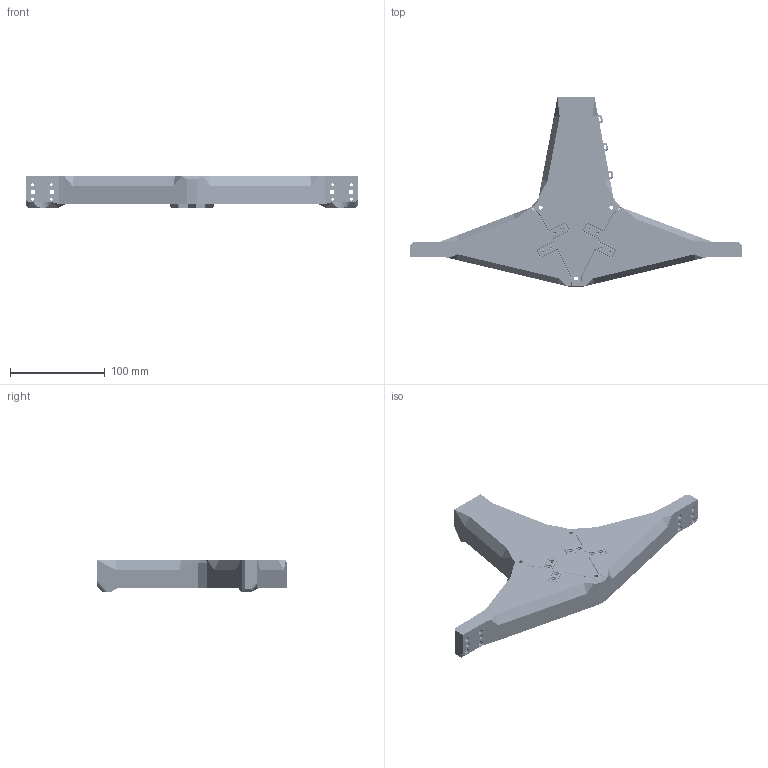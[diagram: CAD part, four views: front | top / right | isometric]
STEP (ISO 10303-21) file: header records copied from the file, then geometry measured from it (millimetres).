
FILE_DESCRIPTION(/* description */ (''),/* implementation_level */ '2;1');
FILE_NAME(/* name */ 'chonk_bed_carriage v0.4 v3.step',/* time_stamp */ '2024-11-17T12:45:22+01:00',/* author */ (''),/* organization */ (''),/* preprocessor_version */ 'ST-DEVELOPER v20',/* originating_system */ 'Autodesk Translation Framework v13.20.0.188',/* authorisation */ '');
FILE_SCHEMA (('AUTOMOTIVE_DESIGN { 1 0 10303 214 3 1 1 }'));
Products named in the file (5): chonk_bed_carriage; Hardware; DIN_912-M3x8; Unbenannt; ruthex RX-M3-5,7
Assembly tree (46 placements, depth 4):
  chonk_bed_carriage
    Hardware
      Unbenannt  x22
        ruthex RX-M3-5,7
      DIN_912-M3x8  x22
Bounding box: 351 x 201.32 x 33.7 mm (x, y, z)
Volume: 417091.8 mm3; surface area: 146953.6 mm2
Topology: 47 solids, 47 shells, 8564 faces, 27452 edges, 19329 vertices
Faces by surface type: bspline 3808, plane 2525, cylinder 1891, cone 296, torus 44
Full cylindrical faces by diameter (mm): 2.356 x110, 2.529 x220, 2.927 x220, 3.086 x220, 3.2 x8, 3.5 x22, 3.55 x22, 3.91 x22, 4 x44, 4.25 x3, 5 x4, 5.2 x2, 5.5 x22, 5.6 x8, 6 x23, 6.05 x2
Entity records: 47049 total; most frequent: CARTESIAN_POINT 19466, ORIENTED_EDGE 6094, DIRECTION 4945, EDGE_CURVE 3047, VERTEX_POINT 2046, LINE 1877, VECTOR 1877, AXIS2_PLACEMENT_3D 1534
